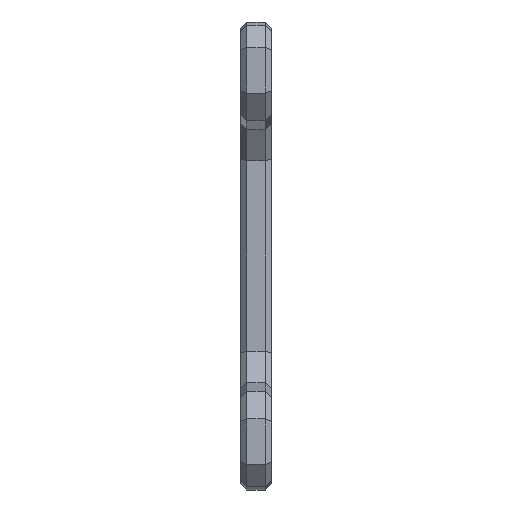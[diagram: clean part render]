
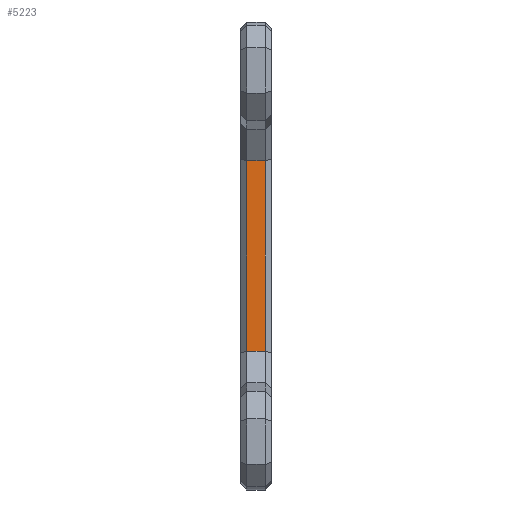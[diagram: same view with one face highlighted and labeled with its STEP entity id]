
A CAD part, left-side view. The second image highlights one B-rep face of the part: STEP entity #5223.
In plain terms, the highlighted planar face has unit normal (-1, 0, 0).
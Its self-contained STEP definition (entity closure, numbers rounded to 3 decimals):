
#326=PLANE('',#5618);
#620=FACE_OUTER_BOUND('',#961,.T.);
#961=EDGE_LOOP('',(#4879,#4880,#4881,#4882));
#1379=LINE('',#7764,#2008);
#1566=LINE('',#8204,#2195);
#1675=LINE('',#8503,#2304);
#1676=LINE('',#8505,#2305);
#2008=VECTOR('',#6253,10.);
#2195=VECTOR('',#6658,10.);
#2304=VECTOR('',#6995,10.);
#2305=VECTOR('',#6998,10.);
#2582=VERTEX_POINT('',#7756);
#2584=VERTEX_POINT('',#7762);
#2727=VERTEX_POINT('',#8199);
#2728=VERTEX_POINT('',#8203);
#3115=EDGE_CURVE('',#2584,#2582,#1379,.T.);
#3340=EDGE_CURVE('',#2728,#2727,#1566,.T.);
#3459=EDGE_CURVE('',#2584,#2727,#1675,.T.);
#3460=EDGE_CURVE('',#2582,#2728,#1676,.T.);
#4879=ORIENTED_EDGE('',*,*,#3115,.F.);
#4880=ORIENTED_EDGE('',*,*,#3459,.T.);
#4881=ORIENTED_EDGE('',*,*,#3340,.F.);
#4882=ORIENTED_EDGE('',*,*,#3460,.F.);
#5223=ADVANCED_FACE('',(#620),#326,.T.);
#5618=AXIS2_PLACEMENT_3D('',#8504,#6996,#6997);
#6253=DIRECTION('',(0.,0.,-1.));
#6658=DIRECTION('',(0.,0.,1.));
#6995=DIRECTION('',(0.,1.,0.));
#6996=DIRECTION('center_axis',(-1.,0.,0.));
#6997=DIRECTION('ref_axis',(0.,0.,1.));
#6998=DIRECTION('',(0.,1.,0.));
#7756=CARTESIAN_POINT('',(-72.89,0.5,-7.872));
#7762=CARTESIAN_POINT('',(-72.89,0.5,7.872));
#7764=CARTESIAN_POINT('',(-72.89,0.5,-3.936));
#8199=CARTESIAN_POINT('',(-72.89,2.,7.872));
#8203=CARTESIAN_POINT('',(-72.89,2.,-7.872));
#8204=CARTESIAN_POINT('',(-72.89,2.,-3.936));
#8503=CARTESIAN_POINT('',(-72.89,0.,7.872));
#8504=CARTESIAN_POINT('Origin',(-72.89,0.,-7.872));
#8505=CARTESIAN_POINT('',(-72.89,0.,-7.872));
